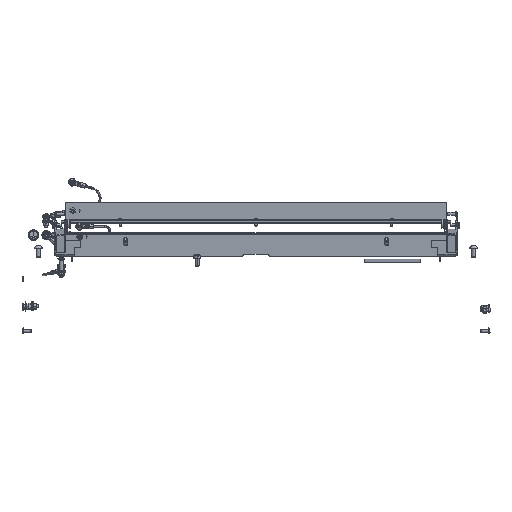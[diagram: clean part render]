
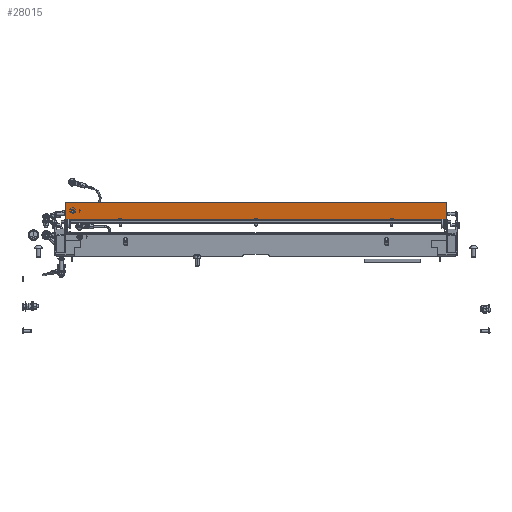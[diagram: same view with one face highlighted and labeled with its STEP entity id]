
A CAD part, top view. The second image highlights one B-rep face of the part: STEP entity #28015.
In plain terms, the highlighted face is planar.
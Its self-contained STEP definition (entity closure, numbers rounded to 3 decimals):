
#512 = VERTEX_POINT ( 'NONE', #44635 ) ;
#599 = CARTESIAN_POINT ( 'NONE',  ( -243., 12.35, 2. ) ) ;
#1017 = CARTESIAN_POINT ( 'NONE',  ( 253., 25., 2. ) ) ;
#1136 = EDGE_LOOP ( 'NONE', ( #40955, #38630, #26415, #4609 ) ) ;
#1786 = DIRECTION ( 'NONE',  ( -1., 0., 0. ) ) ;
#2915 = VECTOR ( 'NONE', #1786, 1000. ) ;
#3064 = DIRECTION ( 'NONE',  ( 0., 1., 0. ) ) ;
#4544 = VECTOR ( 'NONE', #13138, 1000. ) ;
#4609 = ORIENTED_EDGE ( 'NONE', *, *, #15549, .T. ) ;
#4818 = LINE ( 'NONE', #28244, #11435 ) ;
#4873 = VERTEX_POINT ( 'NONE', #1017 ) ;
#4941 = ORIENTED_EDGE ( 'NONE', *, *, #12984, .T. ) ;
#5787 = CIRCLE ( 'NONE', #20171, 1.65 ) ;
#6734 = VERTEX_POINT ( 'NONE', #37738 ) ;
#11166 = LINE ( 'NONE', #40717, #4544 ) ;
#11435 = VECTOR ( 'NONE', #21006, 1000. ) ;
#11561 = AXIS2_PLACEMENT_3D ( 'NONE', #20839, #45330, #3064 ) ;
#12542 = VECTOR ( 'NONE', #24581, 1000. ) ;
#12645 = AXIS2_PLACEMENT_3D ( 'NONE', #15297, #35815, #35951 ) ;
#12984 = EDGE_CURVE ( 'NONE', #24289, #6734, #5787, .T. ) ;
#13138 = DIRECTION ( 'NONE',  ( 0., -1., 0. ) ) ;
#13273 = FACE_OUTER_BOUND ( 'NONE', #1136, .T. ) ;
#14637 = VERTEX_POINT ( 'NONE', #45246 ) ;
#15297 = CARTESIAN_POINT ( 'NONE',  ( -243., 14., 2. ) ) ;
#15549 = EDGE_CURVE ( 'NONE', #4873, #14637, #29298, .T. ) ;
#15902 = EDGE_LOOP ( 'NONE', ( #29800, #4941 ) ) ;
#19412 = EDGE_CURVE ( 'NONE', #4873, #512, #4818, .T. ) ;
#20171 = AXIS2_PLACEMENT_3D ( 'NONE', #42667, #42815, #39304 ) ;
#20839 = CARTESIAN_POINT ( 'NONE',  ( 253., 2., 2. ) ) ;
#21006 = DIRECTION ( 'NONE',  ( 0., -1., 0. ) ) ;
#21835 = LINE ( 'NONE', #41897, #12542 ) ;
#24289 = VERTEX_POINT ( 'NONE', #599 ) ;
#24581 = DIRECTION ( 'NONE',  ( -1., 0., 0. ) ) ;
#26415 = ORIENTED_EDGE ( 'NONE', *, *, #19412, .F. ) ;
#26724 = CARTESIAN_POINT ( 'NONE',  ( 253., 25., 2. ) ) ;
#28015 = ADVANCED_FACE ( 'NONE', ( #31945, #13273 ), #41825, .F. ) ;
#28244 = CARTESIAN_POINT ( 'NONE',  ( 253., 2., 2. ) ) ;
#29298 = LINE ( 'NONE', #26724, #2915 ) ;
#29800 = ORIENTED_EDGE ( 'NONE', *, *, #33486, .T. ) ;
#31945 = FACE_BOUND ( 'NONE', #15902, .T. ) ;
#32251 = CIRCLE ( 'NONE', #12645, 1.65 ) ;
#33465 = CARTESIAN_POINT ( 'NONE',  ( -253., 2., 2. ) ) ;
#33486 = EDGE_CURVE ( 'NONE', #6734, #24289, #32251, .T. ) ;
#35815 = DIRECTION ( 'NONE',  ( 0., 0., -1. ) ) ;
#35951 = DIRECTION ( 'NONE',  ( 0., 1., 0. ) ) ;
#36094 = VERTEX_POINT ( 'NONE', #33465 ) ;
#37738 = CARTESIAN_POINT ( 'NONE',  ( -243., 15.65, 2. ) ) ;
#38630 = ORIENTED_EDGE ( 'NONE', *, *, #40799, .F. ) ;
#39304 = DIRECTION ( 'NONE',  ( 0., 1., 0. ) ) ;
#40717 = CARTESIAN_POINT ( 'NONE',  ( -253., 2., 2. ) ) ;
#40799 = EDGE_CURVE ( 'NONE', #512, #36094, #21835, .T. ) ;
#40955 = ORIENTED_EDGE ( 'NONE', *, *, #44435, .T. ) ;
#41825 = PLANE ( 'NONE',  #11561 ) ;
#41897 = CARTESIAN_POINT ( 'NONE',  ( 253., 2., 2. ) ) ;
#42667 = CARTESIAN_POINT ( 'NONE',  ( -243., 14., 2. ) ) ;
#42815 = DIRECTION ( 'NONE',  ( 0., 0., -1. ) ) ;
#44435 = EDGE_CURVE ( 'NONE', #14637, #36094, #11166, .T. ) ;
#44635 = CARTESIAN_POINT ( 'NONE',  ( 253., 2., 2. ) ) ;
#45246 = CARTESIAN_POINT ( 'NONE',  ( -253., 25., 2. ) ) ;
#45330 = DIRECTION ( 'NONE',  ( 0., 0., -1. ) ) ;
